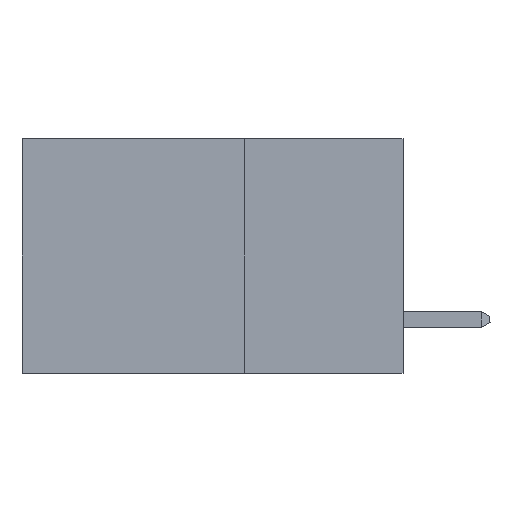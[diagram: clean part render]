
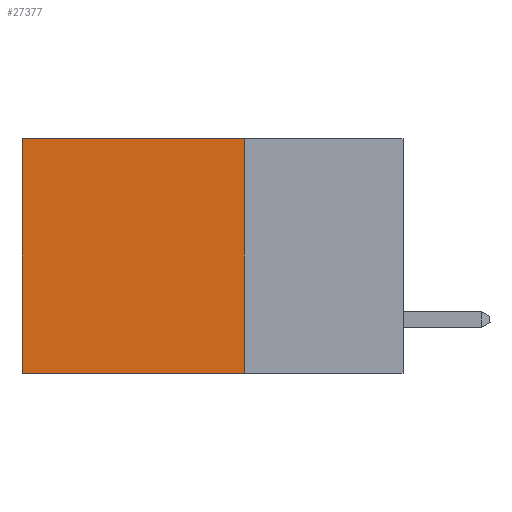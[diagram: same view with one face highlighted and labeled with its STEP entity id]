
A CAD part, left-side view. The second image highlights one B-rep face of the part: STEP entity #27377.
In plain terms, the highlighted planar face has unit normal (-1, 0, 0).
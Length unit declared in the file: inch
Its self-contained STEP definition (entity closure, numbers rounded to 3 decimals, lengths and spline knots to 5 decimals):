
#433 = LINE ( 'NONE', #19958, #13324 ) ;
#568 = VERTEX_POINT ( 'NONE', #30829 ) ;
#1172 = VERTEX_POINT ( 'NONE', #19871 ) ;
#1249 = EDGE_CURVE ( 'NONE', #41833, #1172, #40523, .T. ) ;
#4668 = CARTESIAN_POINT ( 'NONE',  ( 0.2875, 0.6, 0. ) ) ;
#5622 = DIRECTION ( 'NONE',  ( 0., 1., 0. ) ) ;
#5776 = FACE_OUTER_BOUND ( 'NONE', #21918, .T. ) ;
#5840 = DIRECTION ( 'NONE',  ( 0., 0., -1. ) ) ;
#7421 = CARTESIAN_POINT ( 'NONE',  ( 0.2875, 0.25, 0. ) ) ;
#7625 = EDGE_CURVE ( 'NONE', #568, #1172, #28150, .T. ) ;
#8074 = DIRECTION ( 'NONE',  ( 0., 0., -1. ) ) ;
#8624 = VECTOR ( 'NONE', #33692, 39.37008 ) ;
#9608 = VECTOR ( 'NONE', #39480, 39.37008 ) ;
#12219 = CARTESIAN_POINT ( 'NONE',  ( 0.2875, 0.25, 0. ) ) ;
#13324 = VECTOR ( 'NONE', #5622, 39.37008 ) ;
#17905 = LINE ( 'NONE', #7421, #8624 ) ;
#19838 = CARTESIAN_POINT ( 'NONE',  ( 0.2875, 0.25, -0.37 ) ) ;
#19871 = CARTESIAN_POINT ( 'NONE',  ( 0.2875, 0.6, -0.37 ) ) ;
#19958 = CARTESIAN_POINT ( 'NONE',  ( 0.2875, 0.25, 0. ) ) ;
#21918 = EDGE_LOOP ( 'NONE', ( #26242, #24032, #37285, #30442 ) ) ;
#24032 = ORIENTED_EDGE ( 'NONE', *, *, #1249, .F. ) ;
#24736 = CARTESIAN_POINT ( 'NONE',  ( 0.2875, 0.25, 0. ) ) ;
#26242 = ORIENTED_EDGE ( 'NONE', *, *, #7625, .T. ) ;
#27377 = ADVANCED_FACE ( 'NONE', ( #5776 ), #46664, .F. ) ;
#27873 = EDGE_CURVE ( 'NONE', #36472, #568, #433, .T. ) ;
#28150 = LINE ( 'NONE', #4668, #42190 ) ;
#28167 = DIRECTION ( 'NONE',  ( 1., 0., 0. ) ) ;
#28182 = CARTESIAN_POINT ( 'NONE',  ( 0.2875, 0.25, -0.37 ) ) ;
#30442 = ORIENTED_EDGE ( 'NONE', *, *, #27873, .T. ) ;
#30829 = CARTESIAN_POINT ( 'NONE',  ( 0.2875, 0.6, 0. ) ) ;
#33692 = DIRECTION ( 'NONE',  ( 0., 0., -1. ) ) ;
#36472 = VERTEX_POINT ( 'NONE', #12219 ) ;
#37285 = ORIENTED_EDGE ( 'NONE', *, *, #45353, .F. ) ;
#39480 = DIRECTION ( 'NONE',  ( 0., 1., 0. ) ) ;
#40523 = LINE ( 'NONE', #28182, #9608 ) ;
#41833 = VERTEX_POINT ( 'NONE', #19838 ) ;
#42190 = VECTOR ( 'NONE', #8074, 39.37008 ) ;
#45353 = EDGE_CURVE ( 'NONE', #36472, #41833, #17905, .T. ) ;
#46664 = PLANE ( 'NONE',  #47668 ) ;
#47668 = AXIS2_PLACEMENT_3D ( 'NONE', #24736, #28167, #5840 ) ;
